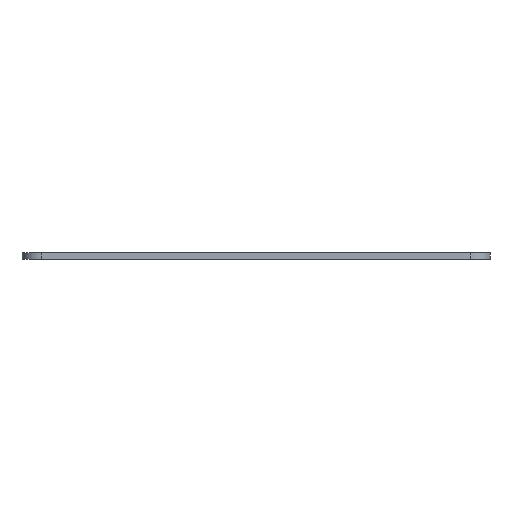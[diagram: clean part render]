
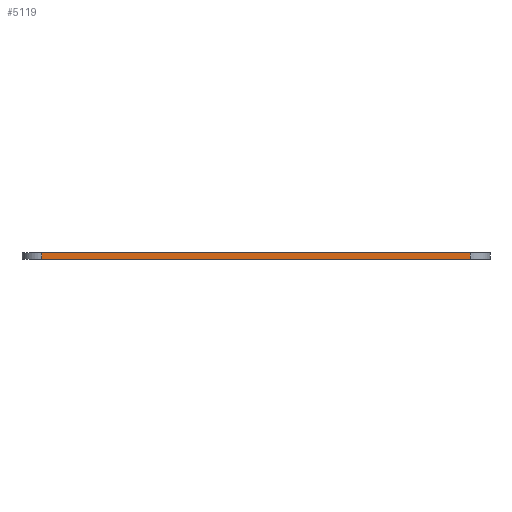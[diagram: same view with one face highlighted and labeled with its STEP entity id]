
A CAD part, front view. The second image highlights one B-rep face of the part: STEP entity #5119.
In plain terms, the highlighted planar face has unit normal (0, -1, 0).
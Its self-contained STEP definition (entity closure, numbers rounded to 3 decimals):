
#247=PLANE('',#5332);
#476=FACE_OUTER_BOUND('',#775,.T.);
#775=EDGE_LOOP('',(#4356,#4357,#4358,#4359));
#1134=LINE('',#9391,#1578);
#1184=LINE('',#9582,#1628);
#1185=LINE('',#9585,#1629);
#1186=LINE('',#9586,#1630);
#1578=VECTOR('',#5826,10.);
#1628=VECTOR('',#5980,10.);
#1629=VECTOR('',#5983,10.);
#1630=VECTOR('',#5984,10.);
#2337=VERTEX_POINT('',#9388);
#2338=VERTEX_POINT('',#9390);
#2427=VERTEX_POINT('',#9580);
#2428=VERTEX_POINT('',#9584);
#3009=EDGE_CURVE('',#2337,#2338,#1134,.T.);
#3102=EDGE_CURVE('',#2338,#2427,#1184,.T.);
#3103=EDGE_CURVE('',#2428,#2337,#1185,.T.);
#3104=EDGE_CURVE('',#2427,#2428,#1186,.T.);
#4356=ORIENTED_EDGE('',*,*,#3102,.F.);
#4357=ORIENTED_EDGE('',*,*,#3009,.F.);
#4358=ORIENTED_EDGE('',*,*,#3103,.F.);
#4359=ORIENTED_EDGE('',*,*,#3104,.F.);
#5119=ADVANCED_FACE('',(#476),#247,.T.);
#5332=AXIS2_PLACEMENT_3D('',#9583,#5981,#5982);
#5826=DIRECTION('',(-1.,0.,0.));
#5980=DIRECTION('',(0.,0.,1.));
#5981=DIRECTION('center_axis',(0.,-1.,0.));
#5982=DIRECTION('ref_axis',(1.,0.,0.));
#5983=DIRECTION('',(0.,0.,-1.));
#5984=DIRECTION('',(1.,0.,0.));
#9388=CARTESIAN_POINT('',(104.085,-69.045,0.));
#9390=CARTESIAN_POINT('',(-4.515,-69.045,0.));
#9391=CARTESIAN_POINT('',(109.085,-69.045,0.));
#9580=CARTESIAN_POINT('',(-4.515,-69.045,1.7));
#9582=CARTESIAN_POINT('',(-4.515,-69.045,0.));
#9583=CARTESIAN_POINT('Origin',(-9.515,-69.045,0.));
#9584=CARTESIAN_POINT('',(104.085,-69.045,1.7));
#9585=CARTESIAN_POINT('',(104.085,-69.045,0.));
#9586=CARTESIAN_POINT('',(109.085,-69.045,1.7));
